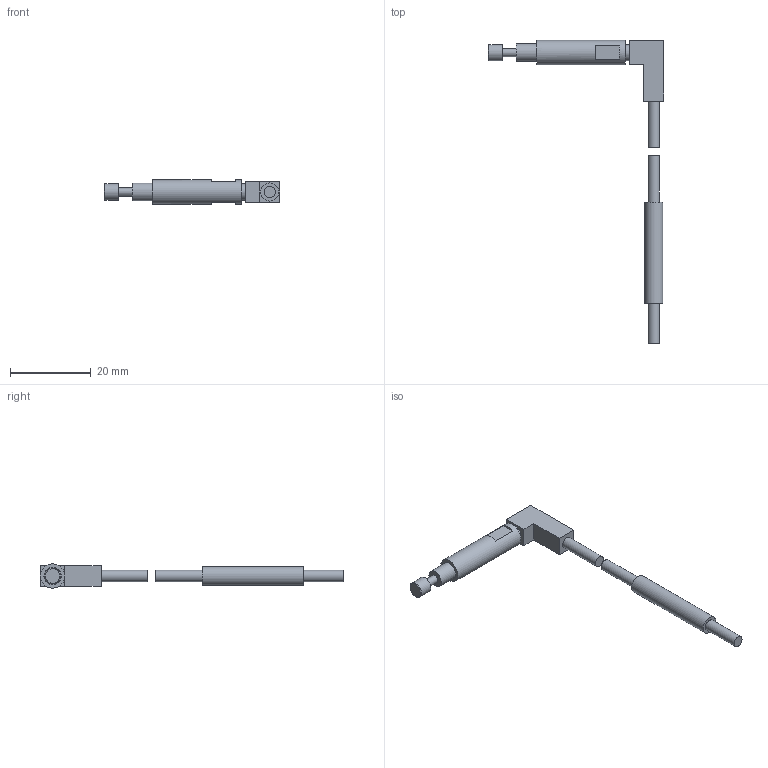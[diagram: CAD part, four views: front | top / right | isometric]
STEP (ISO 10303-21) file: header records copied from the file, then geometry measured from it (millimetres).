
FILE_DESCRIPTION (( 'STEP AP214' ), '1' );
FILE_NAME ('CS067A-BLR.STEP', '2019-05-17T18:33:05', ( '' ), ( '' ), 'SwSTEP 2.0', 'SolidWorks 2018', '' );
FILE_SCHEMA (( 'AUTOMOTIVE_DESIGN' ));
Length unit declared in the file: inch
Products named in the file (1): CS067A-BLR
Bounding box: 43.5 x 75 x 6 mm (x, y, z)
Volume: 1829.2 mm3; surface area: 1714.2 mm2
Topology: 2 solids, 2 shells, 34 faces, 64 edges, 43 vertices
Faces by surface type: plane 24, cylinder 9, cone 1
Full cylindrical faces by diameter (mm): 2 x1, 2.8 x3, 4 x2, 4.3 x1, 4.5 x1, 6 x1
Entity records: 819 total; most frequent: DIRECTION 142, CARTESIAN_POINT 123, ORIENTED_EDGE 98, AXIS2_PLACEMENT_3D 58, EDGE_LOOP 54, EDGE_CURVE 49, FACE_OUTER_BOUND 43, VERTEX_POINT 39
